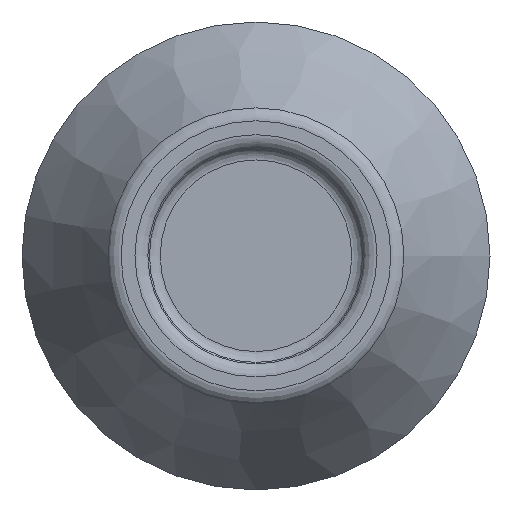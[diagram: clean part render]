
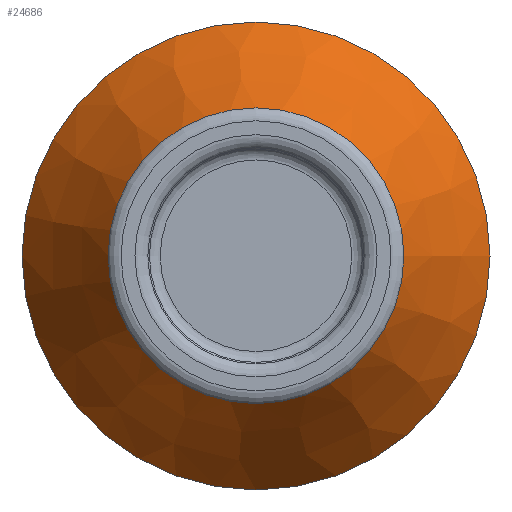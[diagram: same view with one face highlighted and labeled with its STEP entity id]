
A CAD part, top view. The second image highlights one B-rep face of the part: STEP entity #24686.
In plain terms, the highlighted conical face has half-angle 32.605 degrees and reference radius 745.849 mm.
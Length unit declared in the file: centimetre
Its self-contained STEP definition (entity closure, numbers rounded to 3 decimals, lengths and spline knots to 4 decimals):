
#2700=CONICAL_SURFACE('',#25891,74.5849,0.569);
#4858=FACE_OUTER_BOUND('',#6942,.T.);
#6942=EDGE_LOOP('',(#23079,#23080,#23081,#23082,#23083));
#7802=LINE('',#81582,#8650);
#8650=VECTOR('',#29151,74.5849);
#8981=CIRCLE('',#25892,57.7699);
#8982=CIRCLE('',#25893,57.7699);
#8983=CIRCLE('',#25894,91.3999);
#11862=VERTEX_POINT('',#81577);
#11863=VERTEX_POINT('',#81578);
#11864=VERTEX_POINT('',#81581);
#15604=EDGE_CURVE('',#11862,#11863,#8981,.T.);
#15605=EDGE_CURVE('',#11863,#11862,#8982,.T.);
#15606=EDGE_CURVE('',#11863,#11864,#7802,.T.);
#15607=EDGE_CURVE('',#11864,#11864,#8983,.T.);
#23079=ORIENTED_EDGE('',*,*,#15604,.F.);
#23080=ORIENTED_EDGE('',*,*,#15605,.F.);
#23081=ORIENTED_EDGE('',*,*,#15606,.T.);
#23082=ORIENTED_EDGE('',*,*,#15607,.T.);
#23083=ORIENTED_EDGE('',*,*,#15606,.F.);
#24686=ADVANCED_FACE('',(#4858),#2700,.T.);
#25891=AXIS2_PLACEMENT_3D('',#81576,#29145,#29146);
#25892=AXIS2_PLACEMENT_3D('',#81579,#29147,#29148);
#25893=AXIS2_PLACEMENT_3D('',#81580,#29149,#29150);
#25894=AXIS2_PLACEMENT_3D('',#81583,#29152,#29153);
#29145=DIRECTION('center_axis',(0.,0.,
-1.));
#29146=DIRECTION('ref_axis',(-1.,0.,0.));
#29147=DIRECTION('center_axis',(0.,0.,
1.));
#29148=DIRECTION('ref_axis',(1.,0.,0.));
#29149=DIRECTION('center_axis',(0.,0.,
1.));
#29150=DIRECTION('ref_axis',(1.,0.,0.));
#29151=DIRECTION('',(0.539,0.,-0.842));
#29152=DIRECTION('center_axis',(0.,0.,
1.));
#29153=DIRECTION('ref_axis',(1.,0.,0.));
#81576=CARTESIAN_POINT('Origin',(1167.3377,309.2505,56.8847));
#81577=CARTESIAN_POINT('',(1167.3377,367.0203,83.173));
#81578=CARTESIAN_POINT('',(1225.1076,309.2505,83.173));
#81579=CARTESIAN_POINT('Origin',(1167.3377,309.2505,83.173));
#81580=CARTESIAN_POINT('Origin',(1167.3377,309.2505,83.173));
#81581=CARTESIAN_POINT('',(1258.7376,309.2505,30.5964));
#81582=CARTESIAN_POINT('',(1241.9226,309.2505,56.8847));
#81583=CARTESIAN_POINT('Origin',(1167.3377,309.2505,30.5964));
